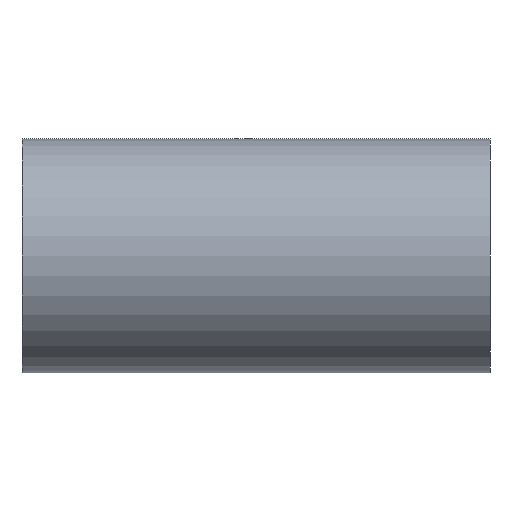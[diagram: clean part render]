
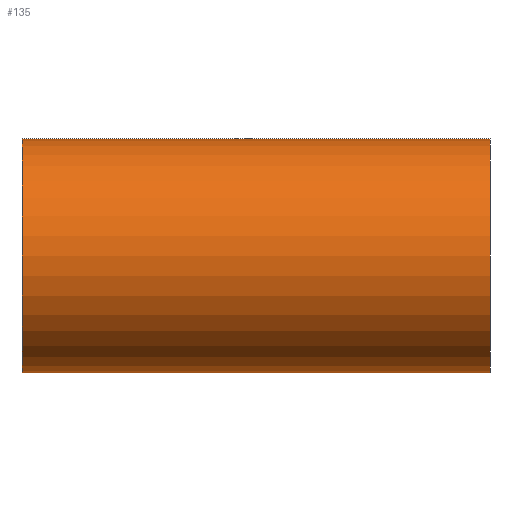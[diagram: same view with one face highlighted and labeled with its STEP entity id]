
A CAD part, left-side view. The second image highlights one B-rep face of the part: STEP entity #135.
In plain terms, the highlighted cylindrical face has radius 2.5 mm (diameter 5 mm), a partial arc.
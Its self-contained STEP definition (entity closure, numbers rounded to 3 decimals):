
#20 = AXIS2_PLACEMENT_3D ( 'NONE', #208, #229, #75 ) ;
#21 = CARTESIAN_POINT ( 'NONE',  ( 0., 10., -2.5 ) ) ;
#41 = DIRECTION ( 'NONE',  ( 0., 1., 0. ) ) ;
#43 = VECTOR ( 'NONE', #193, 1000. ) ;
#45 = CIRCLE ( 'NONE', #20, 2.5 ) ;
#48 = CYLINDRICAL_SURFACE ( 'NONE', #209, 2.5 ) ;
#54 = CARTESIAN_POINT ( 'NONE',  ( 0., 10., 2.5 ) ) ;
#55 = EDGE_CURVE ( 'NONE', #103, #170, #45, .T. ) ;
#56 = CARTESIAN_POINT ( 'NONE',  ( 0., 0., 2.5 ) ) ;
#63 = DIRECTION ( 'NONE',  ( 0., 0., 1. ) ) ;
#75 = DIRECTION ( 'NONE',  ( 0., 0., 1. ) ) ;
#79 = CARTESIAN_POINT ( 'NONE',  ( 0., 10., 0. ) ) ;
#87 = ORIENTED_EDGE ( 'NONE', *, *, #245, .T. ) ;
#88 = ORIENTED_EDGE ( 'NONE', *, *, #240, .F. ) ;
#94 = VECTOR ( 'NONE', #232, 1000. ) ;
#103 = VERTEX_POINT ( 'NONE', #21 ) ;
#135 = ADVANCED_FACE ( 'NONE', ( #233 ), #48, .T. ) ;
#138 = LINE ( 'NONE', #54, #94 ) ;
#156 = CARTESIAN_POINT ( 'NONE',  ( 0., 10., -2.5 ) ) ;
#159 = CARTESIAN_POINT ( 'NONE',  ( 0., 0., 0. ) ) ;
#169 = CIRCLE ( 'NONE', #192, 2.5 ) ;
#170 = VERTEX_POINT ( 'NONE', #207 ) ;
#174 = VERTEX_POINT ( 'NONE', #56 ) ;
#183 = VERTEX_POINT ( 'NONE', #230 ) ;
#185 = EDGE_LOOP ( 'NONE', ( #88, #235, #87, #244 ) ) ;
#186 = DIRECTION ( 'NONE',  ( 0., 0., -1. ) ) ;
#192 = AXIS2_PLACEMENT_3D ( 'NONE', #159, #41, #63 ) ;
#193 = DIRECTION ( 'NONE',  ( 0., -1., 0. ) ) ;
#201 = EDGE_CURVE ( 'NONE', #183, #174, #169, .T. ) ;
#207 = CARTESIAN_POINT ( 'NONE',  ( 0., 10., 2.5 ) ) ;
#208 = CARTESIAN_POINT ( 'NONE',  ( 0., 10., 0. ) ) ;
#209 = AXIS2_PLACEMENT_3D ( 'NONE', #79, #226, #186 ) ;
#212 = LINE ( 'NONE', #156, #43 ) ;
#226 = DIRECTION ( 'NONE',  ( 0., -1., 0. ) ) ;
#229 = DIRECTION ( 'NONE',  ( 0., 1., 0. ) ) ;
#230 = CARTESIAN_POINT ( 'NONE',  ( 0., 0., -2.5 ) ) ;
#232 = DIRECTION ( 'NONE',  ( 0., -1., 0. ) ) ;
#233 = FACE_OUTER_BOUND ( 'NONE', #185, .T. ) ;
#235 = ORIENTED_EDGE ( 'NONE', *, *, #55, .F. ) ;
#240 = EDGE_CURVE ( 'NONE', #170, #174, #138, .T. ) ;
#244 = ORIENTED_EDGE ( 'NONE', *, *, #201, .T. ) ;
#245 = EDGE_CURVE ( 'NONE', #103, #183, #212, .T. ) ;
